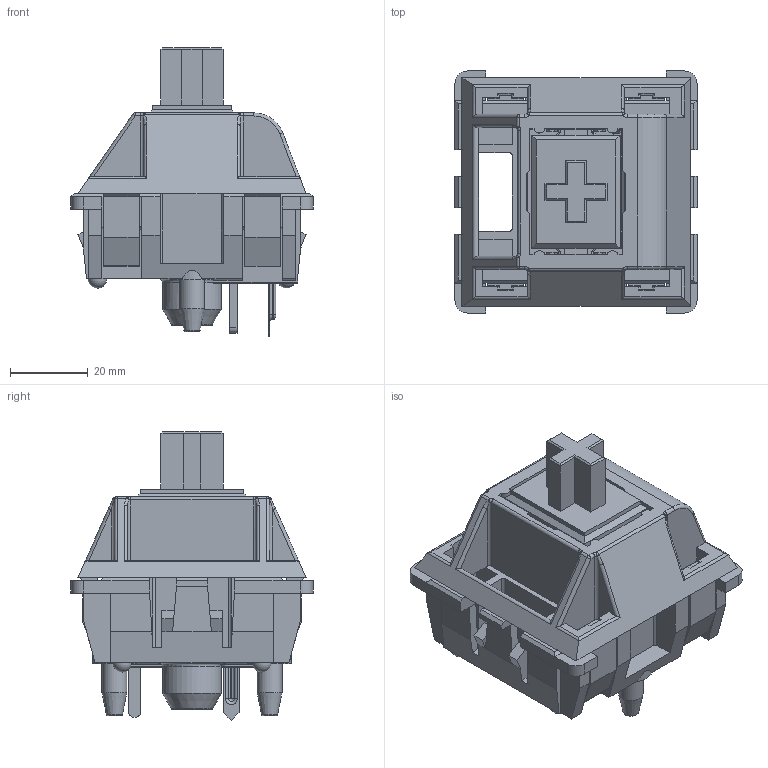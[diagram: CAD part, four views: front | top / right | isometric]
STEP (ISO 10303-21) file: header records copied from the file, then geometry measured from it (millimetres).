
FILE_DESCRIPTION(/* description */ (''),/* implementation_level */ '2;1');
FILE_NAME(/* name */ 'NK_Big.step',/* time_stamp */ '2022-04-29T20:58:36+02:00',/* author */ (''),/* organization */ (''),/* preprocessor_version */ 'ST-DEVELOPER v18.1',/* originating_system */ 'Autodesk Translation Framework v10.14.0.1471',/* authorisation */ '');
FILE_SCHEMA (('AUTOMOTIVE_DESIGN { 1 0 10303 214 3 1 1 }'));
Products named in the file (7): asm_mx_asm_PCB; MX_DOWN; MX_UP; UP_MX; MX_PIN; MX_SPRING; MX_CLICK
Assembly tree (6 placements, depth 2):
  asm_mx_asm_PCB
    MX_DOWN
    MX_UP
    UP_MX
    MX_PIN
    MX_SPRING
    MX_CLICK
Bounding box: 62.17 x 62.17 x 74.12 mm (x, y, z)
Volume: 63498.4 mm3; surface area: 51810.4 mm2
Topology: 7 solids, 7 shells, 918 faces, 2425 edges, 1533 vertices
Faces by surface type: plane 584, cylinder 243, bspline 31, torus 28, sphere 26, cone 6
Full cylindrical faces by diameter (mm): 4.782 x1, 6.376 x5, 7.97 x1, 10.361 x1, 12.752 x1, 15.143 x1, 19.128 x1
Entity records: 44128 total; most frequent: CARTESIAN_POINT 21012, ORIENTED_EDGE 4846, DIRECTION 4710, EDGE_CURVE 2423, LINE 1822, VECTOR 1822, VERTEX_POINT 1533, AXIS2_PLACEMENT_3D 1444
